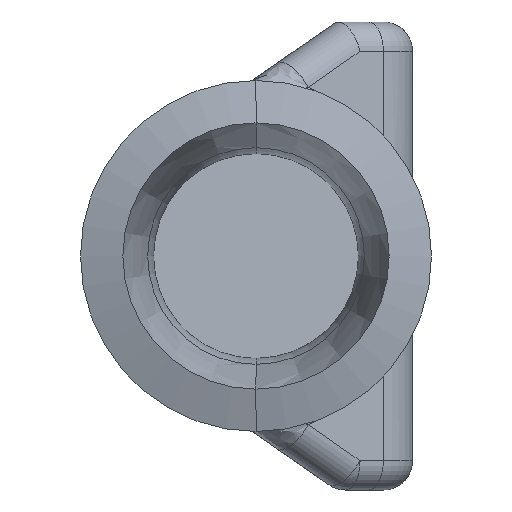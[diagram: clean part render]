
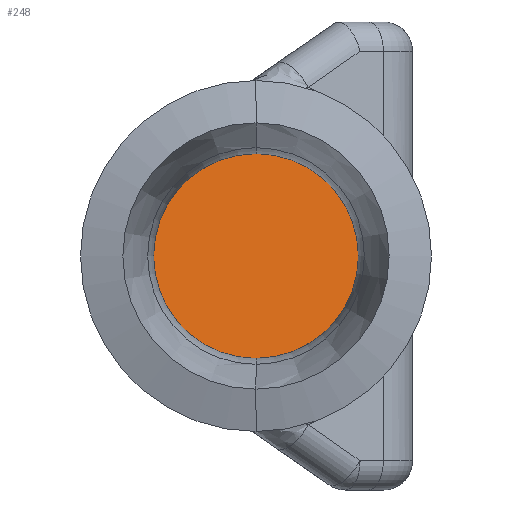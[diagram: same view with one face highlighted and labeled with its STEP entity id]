
A CAD part, left-side view. The second image highlights one B-rep face of the part: STEP entity #248.
In plain terms, the highlighted planar face has unit normal (-0.866, -0.5, 0).
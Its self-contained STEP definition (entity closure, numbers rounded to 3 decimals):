
#1 = CARTESIAN_POINT ( 'NONE',  ( 125.489, -7., -3.5 ) ) ;
#49 = PLANE ( 'NONE',  #396 ) ;
#86 = ORIENTED_EDGE ( 'NONE', *, *, #400, .T. ) ;
#90 = CARTESIAN_POINT ( 'NONE',  ( 121.447, 0., 3.5 ) ) ;
#165 =( BOUNDED_CURVE ( )  B_SPLINE_CURVE ( 3, ( #1464, #1, #745, #1754 ),
 .UNSPECIFIED., .F., .T. ) 
 B_SPLINE_CURVE_WITH_KNOTS ( ( 4, 4 ),
 ( 1.571, 4.712 ),
 .UNSPECIFIED. ) 
 CURVE ( )  GEOMETRIC_REPRESENTATION_ITEM ( )  RATIONAL_B_SPLINE_CURVE ( ( 1., 0.333, 0.333, 1. ) ) 
 REPRESENTATION_ITEM ( '' )  );
#248 = ADVANCED_FACE ( 'NONE', ( #1217 ), #49, .T. ) ;
#271 = EDGE_LOOP ( 'NONE', ( #86, #1291 ) ) ;
#396 = AXIS2_PLACEMENT_3D ( 'NONE', #1197, #1806, #768 ) ;
#400 = EDGE_CURVE ( 'NONE', #613, #1732, #1509, .T. ) ;
#539 = CARTESIAN_POINT ( 'NONE',  ( 117.406, 7., 3.5 ) ) ;
#563 = CARTESIAN_POINT ( 'NONE',  ( 121.447, 0., -3.5 ) ) ;
#613 = VERTEX_POINT ( 'NONE', #1088 ) ;
#676 = CARTESIAN_POINT ( 'NONE',  ( 117.406, 7., -3.5 ) ) ;
#745 = CARTESIAN_POINT ( 'NONE',  ( 125.489, -7., 3.5 ) ) ;
#768 = DIRECTION ( 'NONE',  ( 0.5, -0.866, 0. ) ) ;
#980 = EDGE_CURVE ( 'NONE', #1732, #613, #165, .T. ) ;
#1088 = CARTESIAN_POINT ( 'NONE',  ( 121.447, 0., 3.5 ) ) ;
#1197 = CARTESIAN_POINT ( 'NONE',  ( 124.247, -4.85, -21.258 ) ) ;
#1217 = FACE_OUTER_BOUND ( 'NONE', #271, .T. ) ;
#1225 = CARTESIAN_POINT ( 'NONE',  ( 121.447, 0., -3.5 ) ) ;
#1291 = ORIENTED_EDGE ( 'NONE', *, *, #980, .T. ) ;
#1464 = CARTESIAN_POINT ( 'NONE',  ( 121.447, 0., -3.5 ) ) ;
#1509 =( BOUNDED_CURVE ( )  B_SPLINE_CURVE ( 3, ( #90, #539, #676, #1225 ),
 .UNSPECIFIED., .F., .T. ) 
 B_SPLINE_CURVE_WITH_KNOTS ( ( 4, 4 ),
 ( 4.712, 7.854 ),
 .UNSPECIFIED. ) 
 CURVE ( )  GEOMETRIC_REPRESENTATION_ITEM ( )  RATIONAL_B_SPLINE_CURVE ( ( 1., 0.333, 0.333, 1. ) ) 
 REPRESENTATION_ITEM ( '' )  );
#1732 = VERTEX_POINT ( 'NONE', #563 ) ;
#1754 = CARTESIAN_POINT ( 'NONE',  ( 121.447, 0., 3.5 ) ) ;
#1806 = DIRECTION ( 'NONE',  ( -0.866, -0.5, 0. ) ) ;
